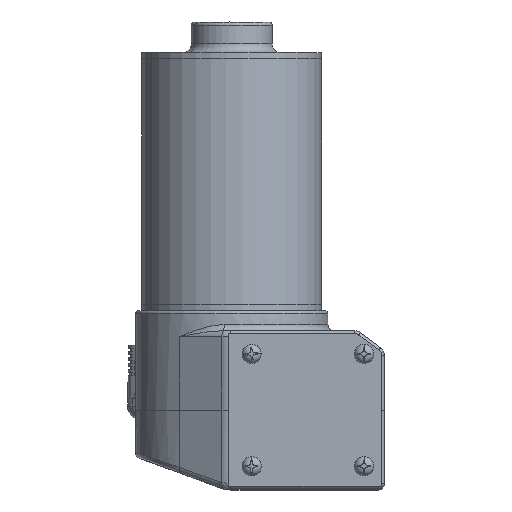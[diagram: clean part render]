
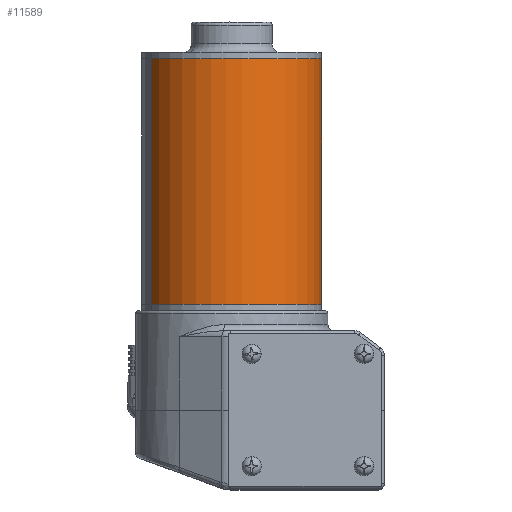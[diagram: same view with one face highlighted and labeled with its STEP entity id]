
A CAD part, top view. The second image highlights one B-rep face of the part: STEP entity #11589.
In plain terms, the highlighted cylindrical face has radius 29.5 mm (diameter 59 mm), a partial arc.
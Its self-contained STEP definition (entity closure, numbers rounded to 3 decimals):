
#147 = CARTESIAN_POINT ( 'NONE',  ( 29.5, 0., 80.5 ) ) ;
#2866 = DIRECTION ( 'NONE',  ( 0., 0., -1. ) ) ;
#3961 = DIRECTION ( 'NONE',  ( 0., 0., -1. ) ) ;
#4461 = AXIS2_PLACEMENT_3D ( 'NONE', #5195, #21678, #7589 ) ;
#4967 = CIRCLE ( 'NONE', #24149, 29.5 ) ;
#5001 = CARTESIAN_POINT ( 'NONE',  ( -29.5, 0., 80.5 ) ) ;
#5195 = CARTESIAN_POINT ( 'NONE',  ( 0., 0., 0. ) ) ;
#5494 = ORIENTED_EDGE ( 'NONE', *, *, #15652, .T. ) ;
#5523 = CARTESIAN_POINT ( 'NONE',  ( 0., 0., 80.5 ) ) ;
#7589 = DIRECTION ( 'NONE',  ( 1., 0., 0. ) ) ;
#7670 = VECTOR ( 'NONE', #2866, 1000. ) ;
#7865 = AXIS2_PLACEMENT_3D ( 'NONE', #8706, #3961, #11093 ) ;
#7925 = DIRECTION ( 'NONE',  ( 1., 0., 0. ) ) ;
#8144 = CARTESIAN_POINT ( 'NONE',  ( -29.5, 0., 80.5 ) ) ;
#8566 = FACE_OUTER_BOUND ( 'NONE', #22728, .T. ) ;
#8706 = CARTESIAN_POINT ( 'NONE',  ( 0., 0., 80.5 ) ) ;
#9023 = VERTEX_POINT ( 'NONE', #24106 ) ;
#9187 = LINE ( 'NONE', #5001, #20963 ) ;
#10124 = ORIENTED_EDGE ( 'NONE', *, *, #23649, .F. ) ;
#10356 = VERTEX_POINT ( 'NONE', #8144 ) ;
#10727 = CARTESIAN_POINT ( 'NONE',  ( 29.5, 0., 0. ) ) ;
#11093 = DIRECTION ( 'NONE',  ( -1., 0., 0. ) ) ;
#11589 = ADVANCED_FACE ( 'NONE', ( #8566 ), #20361, .T. ) ;
#14774 = CARTESIAN_POINT ( 'NONE',  ( 29.5, 0., 80.5 ) ) ;
#15652 = EDGE_CURVE ( 'NONE', #22169, #9023, #29829, .T. ) ;
#16995 = EDGE_CURVE ( 'NONE', #28071, #10356, #4967, .T. ) ;
#18730 = ORIENTED_EDGE ( 'NONE', *, *, #16995, .F. ) ;
#19353 = DIRECTION ( 'NONE',  ( 0., 0., -1. ) ) ;
#20361 = CYLINDRICAL_SURFACE ( 'NONE', #7865, 29.5 ) ;
#20963 = VECTOR ( 'NONE', #19353, 1000. ) ;
#21678 = DIRECTION ( 'NONE',  ( 0., 0., 1. ) ) ;
#22012 = DIRECTION ( 'NONE',  ( 0., 0., 1. ) ) ;
#22169 = VERTEX_POINT ( 'NONE', #10727 ) ;
#22728 = EDGE_LOOP ( 'NONE', ( #18730, #26503, #5494, #10124 ) ) ;
#23649 = EDGE_CURVE ( 'NONE', #10356, #9023, #9187, .T. ) ;
#23684 = EDGE_CURVE ( 'NONE', #28071, #22169, #26300, .T. ) ;
#24106 = CARTESIAN_POINT ( 'NONE',  ( -29.5, 0., 0. ) ) ;
#24149 = AXIS2_PLACEMENT_3D ( 'NONE', #5523, #22012, #7925 ) ;
#26300 = LINE ( 'NONE', #14774, #7670 ) ;
#26503 = ORIENTED_EDGE ( 'NONE', *, *, #23684, .T. ) ;
#28071 = VERTEX_POINT ( 'NONE', #147 ) ;
#29829 = CIRCLE ( 'NONE', #4461, 29.5 ) ;
